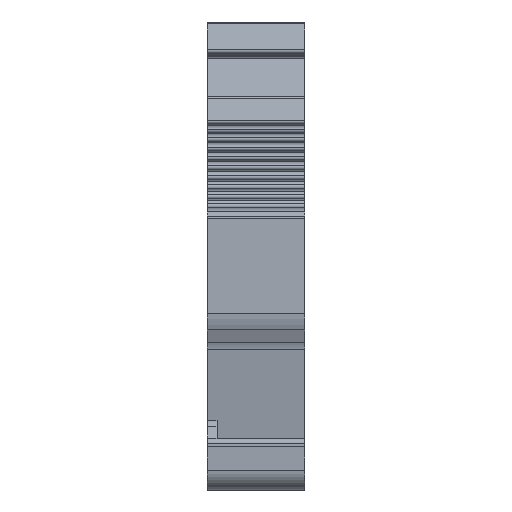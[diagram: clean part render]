
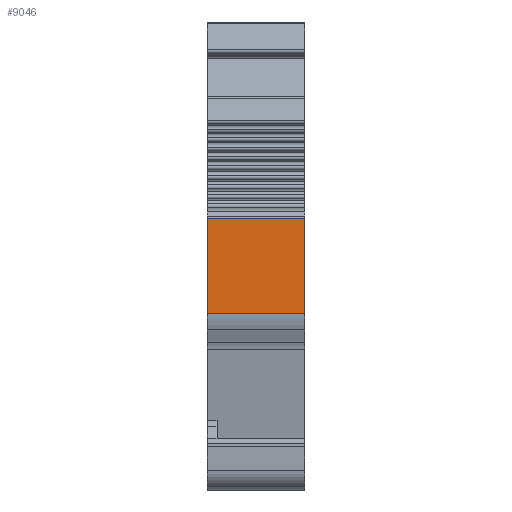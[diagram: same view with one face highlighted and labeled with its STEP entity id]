
A CAD part, left-side view. The second image highlights one B-rep face of the part: STEP entity #9046.
In plain terms, the highlighted planar face has unit normal (-1, 0, 0).
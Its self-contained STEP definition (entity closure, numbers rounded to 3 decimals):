
#1072=ORIENTED_EDGE('',*,*,#2973,.T.);
#1073=ORIENTED_EDGE('',*,*,#2974,.T.);
#1074=ORIENTED_EDGE('',*,*,#2975,.F.);
#1075=ORIENTED_EDGE('',*,*,#2976,.F.);
#2973=EDGE_CURVE('',#3880,#3881,#4467,.T.);
#2974=EDGE_CURVE('',#3881,#3882,#4468,.T.);
#2975=EDGE_CURVE('',#3883,#3882,#4469,.T.);
#2976=EDGE_CURVE('',#3880,#3883,#4470,.T.);
#3880=VERTEX_POINT('',#12739);
#3881=VERTEX_POINT('',#12740);
#3882=VERTEX_POINT('',#12742);
#3883=VERTEX_POINT('',#12744);
#4467=LINE('',#12738,#5095);
#4468=LINE('',#12741,#5096);
#4469=LINE('',#12743,#5097);
#4470=LINE('',#12745,#5098);
#5095=VECTOR('',#10701,1000.);
#5096=VECTOR('',#10702,1000.);
#5097=VECTOR('',#10703,1000.);
#5098=VECTOR('',#10704,1000.);
#5620=EDGE_LOOP('',(#1072,#1073,#1074,#1075));
#5989=FACE_BOUND('',#5620,.T.);
#6284=PLANE('',#9560);
#9046=ADVANCED_FACE('',(#5989),#6284,.F.);
#9560=AXIS2_PLACEMENT_3D('',#12737,#10699,#10700);
#10699=DIRECTION('',(1.,0.,0.));
#10700=DIRECTION('',(0.,0.,-1.));
#10701=DIRECTION('',(0.,0.,-1.));
#10702=DIRECTION('',(0.,-1.,0.));
#10703=DIRECTION('',(0.,0.,-1.));
#10704=DIRECTION('',(0.,-1.,0.));
#12737=CARTESIAN_POINT('',(-35.75,-4.65,31.101));
#12738=CARTESIAN_POINT('',(-35.75,5.35,31.101));
#12739=CARTESIAN_POINT('',(-35.75,5.35,10.962));
#12740=CARTESIAN_POINT('',(-35.75,5.35,1.194));
#12741=CARTESIAN_POINT('',(-35.75,103.86,1.194));
#12742=CARTESIAN_POINT('',(-35.75,-4.65,1.194));
#12743=CARTESIAN_POINT('',(-35.75,-4.65,31.101));
#12744=CARTESIAN_POINT('',(-35.75,-4.65,10.962));
#12745=CARTESIAN_POINT('',(-35.75,12.327,10.962));
